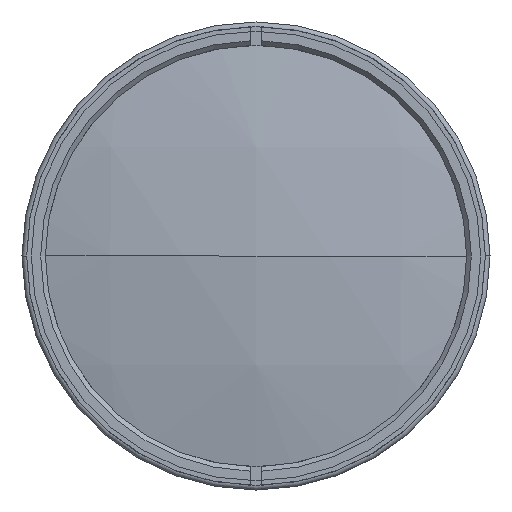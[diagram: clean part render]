
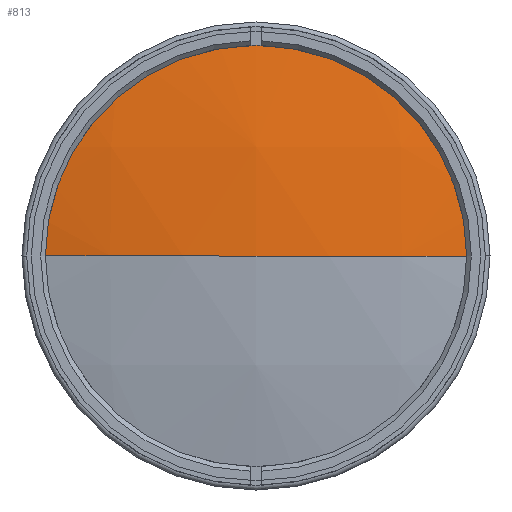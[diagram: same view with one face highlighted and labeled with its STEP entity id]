
A CAD part, left-side view. The second image highlights one B-rep face of the part: STEP entity #813.
In plain terms, the highlighted spherical face has radius 224 mm.
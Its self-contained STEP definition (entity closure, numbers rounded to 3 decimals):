
#34 = CARTESIAN_POINT ( 'NONE',  ( -185.785, -46.5, 0. ) ) ;
#77 = AXIS2_PLACEMENT_3D ( 'NONE', #321, #3163, #1344 ) ;
#78 = DIRECTION ( 'NONE',  ( 0., 0., -1. ) ) ;
#285 = CARTESIAN_POINT ( 'NONE',  ( -185.785, 0., 0. ) ) ;
#321 = CARTESIAN_POINT ( 'NONE',  ( 33.335, 0., 0. ) ) ;
#642 = EDGE_CURVE ( 'NONE', #1306, #3170, #2759, .T. ) ;
#813 = ADVANCED_FACE ( 'NONE', ( #2195 ), #3061, .T. ) ;
#835 = AXIS2_PLACEMENT_3D ( 'NONE', #285, #2073, #1595 ) ;
#970 = ORIENTED_EDGE ( 'NONE', *, *, #642, .F. ) ;
#976 = ORIENTED_EDGE ( 'NONE', *, *, #1477, .T. ) ;
#997 = AXIS2_PLACEMENT_3D ( 'NONE', #3108, #1842, #1586 ) ;
#1306 = VERTEX_POINT ( 'NONE', #34 ) ;
#1322 = CIRCLE ( 'NONE', #835, 46.5 ) ;
#1344 = DIRECTION ( 'NONE',  ( 0., -1., 0. ) ) ;
#1477 = EDGE_CURVE ( 'NONE', #1691, #3170, #1908, .T. ) ;
#1586 = DIRECTION ( 'NONE',  ( 0., -1., 0. ) ) ;
#1595 = DIRECTION ( 'NONE',  ( 0., 0., -1. ) ) ;
#1641 = ORIENTED_EDGE ( 'NONE', *, *, #1692, .T. ) ;
#1670 = AXIS2_PLACEMENT_3D ( 'NONE', #3177, #78, #2653 ) ;
#1691 = VERTEX_POINT ( 'NONE', #2881 ) ;
#1692 = EDGE_CURVE ( 'NONE', #1306, #1691, #1322, .T. ) ;
#1842 = DIRECTION ( 'NONE',  ( 0., 0., 1. ) ) ;
#1908 = CIRCLE ( 'NONE', #77, 224. ) ;
#2073 = DIRECTION ( 'NONE',  ( -1., 0., 0. ) ) ;
#2195 = FACE_OUTER_BOUND ( 'NONE', #2649, .T. ) ;
#2649 = EDGE_LOOP ( 'NONE', ( #1641, #976, #970 ) ) ;
#2653 = DIRECTION ( 'NONE',  ( 0., 1., 0. ) ) ;
#2759 = CIRCLE ( 'NONE', #1670, 224. ) ;
#2881 = CARTESIAN_POINT ( 'NONE',  ( -185.785, 46.5, 0. ) ) ;
#3018 = CARTESIAN_POINT ( 'NONE',  ( -190.665, 0., 0. ) ) ;
#3061 = SPHERICAL_SURFACE ( 'NONE', #997, 224. ) ;
#3108 = CARTESIAN_POINT ( 'NONE',  ( 33.335, 0., 0. ) ) ;
#3163 = DIRECTION ( 'NONE',  ( 0., 0., 1. ) ) ;
#3170 = VERTEX_POINT ( 'NONE', #3018 ) ;
#3177 = CARTESIAN_POINT ( 'NONE',  ( 33.335, 0., 0. ) ) ;
